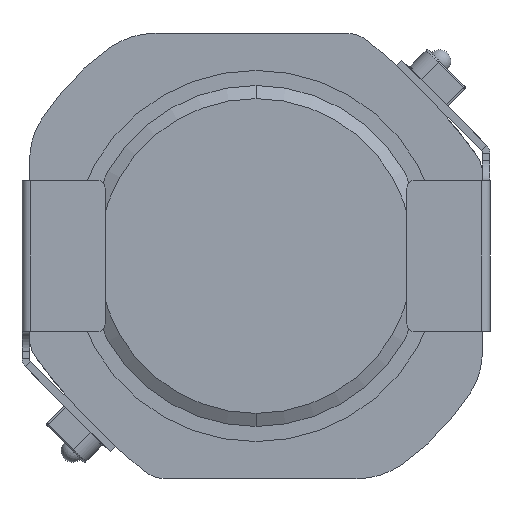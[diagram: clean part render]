
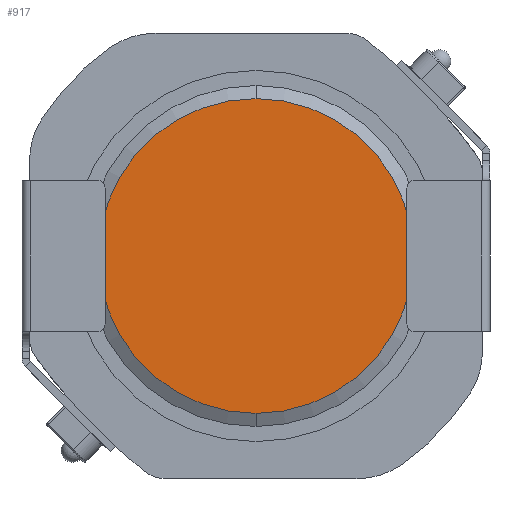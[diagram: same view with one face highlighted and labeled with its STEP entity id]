
A CAD part, front view. The second image highlights one B-rep face of the part: STEP entity #917.
In plain terms, the highlighted planar face has unit normal (0, -1, 0).
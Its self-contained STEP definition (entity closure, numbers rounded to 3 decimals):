
#219 = CARTESIAN_POINT ( 'NONE',  ( 0., 0.1, 0. ) ) ;
#378 = DIRECTION ( 'NONE',  ( 0., 1., 0. ) ) ;
#719 = FACE_OUTER_BOUND ( 'NONE', #10197, .T. ) ;
#732 = CIRCLE ( 'NONE', #1320, 2.085 ) ;
#917 = ADVANCED_FACE ( 'NONE', ( #719 ), #7481, .F. ) ;
#1145 = DIRECTION ( 'NONE',  ( 0., 0., 1. ) ) ;
#1187 = DIRECTION ( 'NONE',  ( 0., 0., 1. ) ) ;
#1320 = AXIS2_PLACEMENT_3D ( 'NONE', #4360, #3489, #1145 ) ;
#1626 = CIRCLE ( 'NONE', #2904, 2.085 ) ;
#2904 = AXIS2_PLACEMENT_3D ( 'NONE', #219, #6410, #9675 ) ;
#3180 = CARTESIAN_POINT ( 'NONE',  ( 0., 0.1, -2.085 ) ) ;
#3489 = DIRECTION ( 'NONE',  ( 0., -1., 0. ) ) ;
#4269 = CARTESIAN_POINT ( 'NONE',  ( 0., 0.1, 0. ) ) ;
#4360 = CARTESIAN_POINT ( 'NONE',  ( 0., 0.1, 0. ) ) ;
#6106 = VERTEX_POINT ( 'NONE', #7029 ) ;
#6410 = DIRECTION ( 'NONE',  ( 0., -1., 0. ) ) ;
#6599 = VERTEX_POINT ( 'NONE', #3180 ) ;
#6778 = ORIENTED_EDGE ( 'NONE', *, *, #8296, .T. ) ;
#7029 = CARTESIAN_POINT ( 'NONE',  ( 0., 0.1, 2.085 ) ) ;
#7481 = PLANE ( 'NONE',  #9984 ) ;
#8296 = EDGE_CURVE ( 'NONE', #6106, #6599, #1626, .T. ) ;
#9201 = ORIENTED_EDGE ( 'NONE', *, *, #9868, .T. ) ;
#9675 = DIRECTION ( 'NONE',  ( 0., 0., 1. ) ) ;
#9868 = EDGE_CURVE ( 'NONE', #6599, #6106, #732, .T. ) ;
#9984 = AXIS2_PLACEMENT_3D ( 'NONE', #4269, #378, #1187 ) ;
#10197 = EDGE_LOOP ( 'NONE', ( #6778, #9201 ) ) ;
